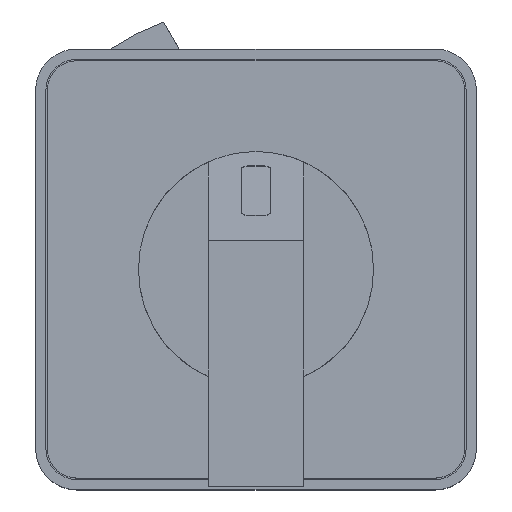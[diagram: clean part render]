
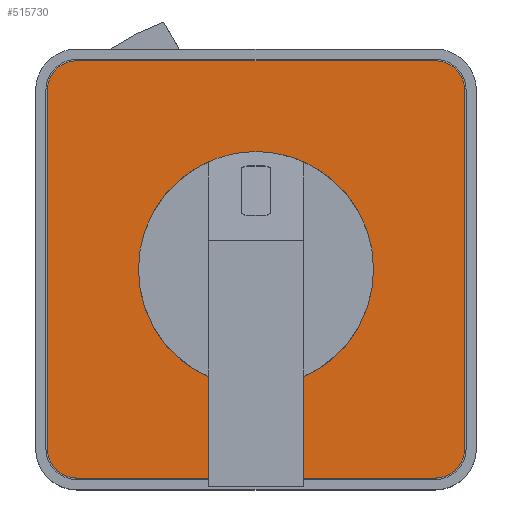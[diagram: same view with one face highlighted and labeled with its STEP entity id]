
A CAD part, top view. The second image highlights one B-rep face of the part: STEP entity #515730.
In plain terms, the highlighted planar face has unit normal (0, 0, 1).
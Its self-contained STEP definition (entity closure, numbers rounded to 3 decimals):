
#427200=CARTESIAN_POINT('',(-12.2,12.2,49.9));
#427210=DIRECTION('',(0.,0.,1.));
#427220=DIRECTION('',(1.,0.,0.));
#427230=AXIS2_PLACEMENT_3D('',#427200,#427210,#427220);
#427240=CIRCLE('',#427230,2.);
#427250=CARTESIAN_POINT('',(-12.2,14.2,49.9));
#427260=VERTEX_POINT('',#427250);
#427270=CARTESIAN_POINT('',(-14.2,12.2,49.9));
#427280=VERTEX_POINT('',#427270);
#427290=EDGE_CURVE('',#427260,#427280,#427240,.T.);
#510590=CARTESIAN_POINT('',(-12.2,-12.2,49.9));
#510600=DIRECTION('',(0.,0.,1.));
#510610=DIRECTION('',(1.,0.,0.));
#510620=AXIS2_PLACEMENT_3D('',#510590,#510600,#510610);
#510630=CIRCLE('',#510620,2.);
#510640=CARTESIAN_POINT('',(-14.2,-12.2,49.9));
#510650=VERTEX_POINT('',#510640);
#510660=CARTESIAN_POINT('',(-12.2,-14.2,49.9));
#510670=VERTEX_POINT('',#510660);
#510680=EDGE_CURVE('',#510650,#510670,#510630,.T.);
#513620=CARTESIAN_POINT('',(14.2,-12.2,49.9));
#513630=VERTEX_POINT('',#513620);
#513660=CARTESIAN_POINT('',(14.2,0.,49.9));
#513670=DIRECTION('',(0.,1.,0.));
#513680=VECTOR('',#513670,1.);
#513690=LINE('',#513660,#513680);
#513700=CARTESIAN_POINT('',(14.2,12.2,49.9));
#513710=VERTEX_POINT('',#513700);
#513720=EDGE_CURVE('',#513630,#513710,#513690,.T.);
#514360=CARTESIAN_POINT('',(12.2,14.2,49.9));
#514370=VERTEX_POINT('',#514360);
#514400=CARTESIAN_POINT('',(0.,14.2,49.9));
#514410=DIRECTION('',(-1.,0.,0.));
#514420=VECTOR('',#514410,1.);
#514430=LINE('',#514400,#514420);
#514440=EDGE_CURVE('',#514370,#427260,#514430,.T.);
#514640=CARTESIAN_POINT('',(12.2,12.2,49.9));
#514650=DIRECTION('',(0.,0.,-1.));
#514660=DIRECTION('',(-1.,0.,0.));
#514670=AXIS2_PLACEMENT_3D('',#514640,#514650,#514660);
#514680=CIRCLE('',#514670,2.);
#514690=EDGE_CURVE('',#514370,#513710,#514680,.T.);
#514870=CARTESIAN_POINT('',(12.2,-12.2,49.9));
#514880=DIRECTION('',(0.,0.,1.));
#514890=DIRECTION('',(1.,0.,0.));
#514900=AXIS2_PLACEMENT_3D('',#514870,#514880,#514890);
#514910=CIRCLE('',#514900,2.);
#514920=CARTESIAN_POINT('',(12.2,-14.2,49.9));
#514930=VERTEX_POINT('',#514920);
#514940=EDGE_CURVE('',#514930,#513630,#514910,.T.);
#515210=CARTESIAN_POINT('',(0.,-14.2,49.9));
#515220=DIRECTION('',(1.,0.,0.));
#515230=VECTOR('',#515220,1.);
#515240=LINE('',#515210,#515230);
#515250=EDGE_CURVE('',#510670,#514930,#515240,.T.);
#515380=CARTESIAN_POINT('',(0.,0.,49.9));
#515390=DIRECTION('',(0.,0.,1.));
#515400=DIRECTION('',(1.,0.,0.));
#515410=AXIS2_PLACEMENT_3D('',#515380,#515390,#515400);
#515420=PLANE('',#515410);
#515430=CARTESIAN_POINT('',(0.,0.,49.9));
#515440=DIRECTION('',(0.,0.,1.));
#515450=DIRECTION('',(1.,0.,0.));
#515460=AXIS2_PLACEMENT_3D('',#515430,#515440,#515450);
#515470=CIRCLE('',#515460,8.);
#515480=CARTESIAN_POINT('',(8.,0.,49.9));
#515490=VERTEX_POINT('',#515480);
#515500=CARTESIAN_POINT('',(-8.,0.,49.9));
#515510=VERTEX_POINT('',#515500);
#515520=EDGE_CURVE('',#515490,#515510,#515470,.T.);
#515530=ORIENTED_EDGE('',*,*,#515520,.F.);
#515540=EDGE_CURVE('',#515510,#515490,#515470,.T.);
#515550=ORIENTED_EDGE('',*,*,#515540,.F.);
#515560=EDGE_LOOP('',(#515550,#515530));
#515570=FACE_BOUND('',#515560,.T.);
#515580=ORIENTED_EDGE('',*,*,#514690,.F.);
#515590=ORIENTED_EDGE('',*,*,#513720,.T.);
#515600=ORIENTED_EDGE('',*,*,#514940,.T.);
#515610=ORIENTED_EDGE('',*,*,#515250,.T.);
#515620=ORIENTED_EDGE('',*,*,#510680,.T.);
#515630=CARTESIAN_POINT('',(-14.2,0.,49.9));
#515640=DIRECTION('',(0.,-1.,0.));
#515650=VECTOR('',#515640,1.);
#515660=LINE('',#515630,#515650);
#515670=EDGE_CURVE('',#427280,#510650,#515660,.T.);
#515680=ORIENTED_EDGE('',*,*,#515670,.T.);
#515690=ORIENTED_EDGE('',*,*,#427290,.T.);
#515700=ORIENTED_EDGE('',*,*,#514440,.T.);
#515710=EDGE_LOOP('',(#515700,#515690,#515680,#515620,#515610,#515600,
#515590,#515580));
#515720=FACE_OUTER_BOUND('',#515710,.T.);
#515730=ADVANCED_FACE('',(#515570,#515720),#515420,.T.);
